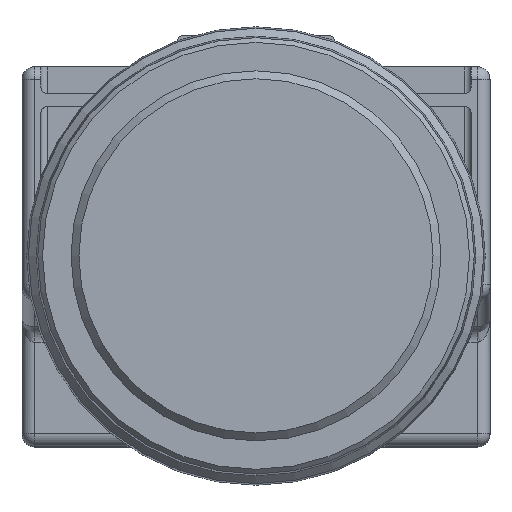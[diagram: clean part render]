
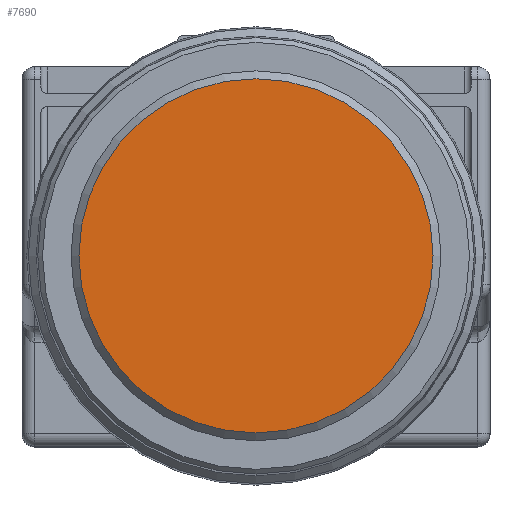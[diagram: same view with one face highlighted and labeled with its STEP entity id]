
A CAD part, top view. The second image highlights one B-rep face of the part: STEP entity #7690.
In plain terms, the highlighted planar face has unit normal (0, 0, 1).
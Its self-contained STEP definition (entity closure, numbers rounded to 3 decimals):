
#476 = DIRECTION ( 'NONE',  ( 0., 0., 1. ) ) ;
#1129 = DIRECTION ( 'NONE',  ( 0., -1., 0. ) ) ;
#2867 = FACE_OUTER_BOUND ( 'NONE', #7281, .T. ) ;
#3693 = AXIS2_PLACEMENT_3D ( 'NONE', #7323, #10610, #9801 ) ;
#5428 = CIRCLE ( 'NONE', #3693, 11.2 ) ;
#5658 = VERTEX_POINT ( 'NONE', #10467 ) ;
#7281 = EDGE_LOOP ( 'NONE', ( #7407 ) ) ;
#7323 = CARTESIAN_POINT ( 'NONE',  ( 0., 0., 7. ) ) ;
#7407 = ORIENTED_EDGE ( 'NONE', *, *, #9811, .F. ) ;
#7690 = ADVANCED_FACE ( 'NONE', ( #2867 ), #10149, .T. ) ;
#8526 = CARTESIAN_POINT ( 'NONE',  ( 0., 0., 7. ) ) ;
#9801 = DIRECTION ( 'NONE',  ( 0., 1., 0. ) ) ;
#9811 = EDGE_CURVE ( 'NONE', #5658, #5658, #5428, .T. ) ;
#10149 = PLANE ( 'NONE',  #10557 ) ;
#10467 = CARTESIAN_POINT ( 'NONE',  ( 0., 11.2, 7. ) ) ;
#10557 = AXIS2_PLACEMENT_3D ( 'NONE', #8526, #476, #1129 ) ;
#10610 = DIRECTION ( 'NONE',  ( 0., 0., -1. ) ) ;
